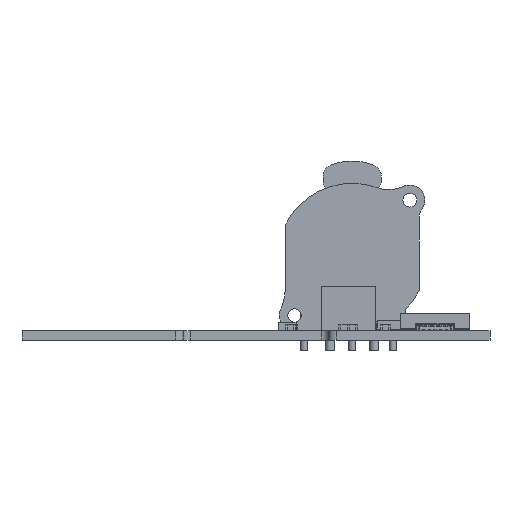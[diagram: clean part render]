
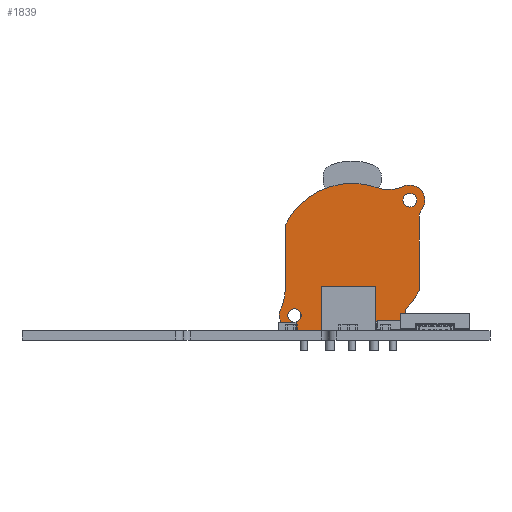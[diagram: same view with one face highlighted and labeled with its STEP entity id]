
A CAD part, front view. The second image highlights one B-rep face of the part: STEP entity #1839.
In plain terms, the highlighted face is planar.
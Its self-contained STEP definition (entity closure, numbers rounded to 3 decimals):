
#1795 = VERTEX_POINT('',#1796);
#1796 = CARTESIAN_POINT('',(11.075,9.9,19.5));
#1802 = EDGE_CURVE('',#1795,#1803,#1805,.T.);
#1803 = VERTEX_POINT('',#1804);
#1804 = CARTESIAN_POINT('',(8.725,9.9,19.5));
#1805 = CIRCLE('',#1806,1.175);
#1806 = AXIS2_PLACEMENT_3D('',#1807,#1808,#1809);
#1807 = CARTESIAN_POINT('',(9.9,9.9,19.5));
#1808 = DIRECTION('',(0.,0.,-1.));
#1809 = DIRECTION('',(1.,0.,0.));
#1827 = EDGE_CURVE('',#1803,#1795,#1828,.T.);
#1828 = CIRCLE('',#1829,1.175);
#1829 = AXIS2_PLACEMENT_3D('',#1830,#1831,#1832);
#1830 = CARTESIAN_POINT('',(9.9,9.9,19.5));
#1831 = DIRECTION('',(0.,0.,-1.));
#1832 = DIRECTION('',(-1.,0.,0.));
#1839 = ADVANCED_FACE('',(#1840,#1937,#1941),#1961,.T.);
#1840 = FACE_BOUND('',#1841,.F.);
#1841 = EDGE_LOOP('',(#1842,#1852,#1861,#1870,#1879,#1888,#1896,#1905,
    #1913,#1921,#1930));
#1842 = ORIENTED_EDGE('',*,*,#1843,.F.);
#1843 = EDGE_CURVE('',#1844,#1846,#1848,.T.);
#1844 = VERTEX_POINT('',#1845);
#1845 = CARTESIAN_POINT('',(-11.5,5.62,19.5));
#1846 = VERTEX_POINT('',#1847);
#1847 = CARTESIAN_POINT('',(-11.5,-5.406,19.5));
#1848 = LINE('',#1849,#1850);
#1849 = CARTESIAN_POINT('',(-11.5,5.62,19.5));
#1850 = VECTOR('',#1851,1.);
#1851 = DIRECTION('',(0.,-1.,0.));
#1852 = ORIENTED_EDGE('',*,*,#1853,.F.);
#1853 = EDGE_CURVE('',#1854,#1844,#1856,.T.);
#1854 = VERTEX_POINT('',#1855);
#1855 = CARTESIAN_POINT('',(4.292,12.059,19.5));
#1856 = CIRCLE('',#1857,12.8);
#1857 = AXIS2_PLACEMENT_3D('',#1858,#1859,#1860);
#1858 = CARTESIAN_POINT('',(0.,0.,19.5));
#1859 = DIRECTION('',(0.,0.,1.));
#1860 = DIRECTION('',(0.335,0.942,0.));
#1861 = ORIENTED_EDGE('',*,*,#1862,.F.);
#1862 = EDGE_CURVE('',#1863,#1854,#1865,.T.);
#1863 = VERTEX_POINT('',#1864);
#1864 = CARTESIAN_POINT('',(8.813,12.262,19.5));
#1865 = CIRCLE('',#1866,6.);
#1866 = AXIS2_PLACEMENT_3D('',#1867,#1868,#1869);
#1867 = CARTESIAN_POINT('',(6.303,17.712,19.5));
#1868 = DIRECTION('',(0.,0.,-1.));
#1869 = DIRECTION('',(0.418,-0.908,0.));
#1870 = ORIENTED_EDGE('',*,*,#1871,.F.);
#1871 = EDGE_CURVE('',#1872,#1863,#1874,.T.);
#1872 = VERTEX_POINT('',#1873);
#1873 = CARTESIAN_POINT('',(12.036,8.417,19.5));
#1874 = CIRCLE('',#1875,2.6);
#1875 = AXIS2_PLACEMENT_3D('',#1876,#1877,#1878);
#1876 = CARTESIAN_POINT('',(9.9,9.9,19.5));
#1877 = DIRECTION('',(0.,0.,1.));
#1878 = DIRECTION('',(0.821,-0.57,0.));
#1879 = ORIENTED_EDGE('',*,*,#1880,.F.);
#1880 = EDGE_CURVE('',#1881,#1872,#1883,.T.);
#1881 = VERTEX_POINT('',#1882);
#1882 = CARTESIAN_POINT('',(11.5,6.706,19.5));
#1883 = CIRCLE('',#1884,3.);
#1884 = AXIS2_PLACEMENT_3D('',#1885,#1886,#1887);
#1885 = CARTESIAN_POINT('',(14.5,6.706,19.5));
#1886 = DIRECTION('',(0.,0.,-1.));
#1887 = DIRECTION('',(-1.,0.,0.));
#1888 = ORIENTED_EDGE('',*,*,#1889,.F.);
#1889 = EDGE_CURVE('',#1890,#1881,#1892,.T.);
#1890 = VERTEX_POINT('',#1891);
#1891 = CARTESIAN_POINT('',(11.5,-5.62,19.5));
#1892 = LINE('',#1893,#1894);
#1893 = CARTESIAN_POINT('',(11.5,-5.62,19.5));
#1894 = VECTOR('',#1895,1.);
#1895 = DIRECTION('',(0.,1.,0.));
#1896 = ORIENTED_EDGE('',*,*,#1897,.F.);
#1897 = EDGE_CURVE('',#1898,#1890,#1900,.T.);
#1898 = VERTEX_POINT('',#1899);
#1899 = CARTESIAN_POINT('',(9.2,-8.899,19.5));
#1900 = CIRCLE('',#1901,12.8);
#1901 = AXIS2_PLACEMENT_3D('',#1902,#1903,#1904);
#1902 = CARTESIAN_POINT('',(0.,0.,19.5));
#1903 = DIRECTION('',(0.,0.,1.));
#1904 = DIRECTION('',(0.719,-0.695,0.));
#1905 = ORIENTED_EDGE('',*,*,#1906,.F.);
#1906 = EDGE_CURVE('',#1907,#1898,#1909,.T.);
#1907 = VERTEX_POINT('',#1908);
#1908 = CARTESIAN_POINT('',(9.2,-12.5,19.5));
#1909 = LINE('',#1910,#1911);
#1910 = CARTESIAN_POINT('',(9.2,-12.5,19.5));
#1911 = VECTOR('',#1912,1.);
#1912 = DIRECTION('',(0.,1.,0.));
#1913 = ORIENTED_EDGE('',*,*,#1914,.F.);
#1914 = EDGE_CURVE('',#1915,#1907,#1917,.T.);
#1915 = VERTEX_POINT('',#1916);
#1916 = CARTESIAN_POINT('',(-9.9,-12.5,19.5));
#1917 = LINE('',#1918,#1919);
#1918 = CARTESIAN_POINT('',(-9.9,-12.5,19.5));
#1919 = VECTOR('',#1920,1.);
#1920 = DIRECTION('',(1.,0.,0.));
#1921 = ORIENTED_EDGE('',*,*,#1922,.F.);
#1922 = EDGE_CURVE('',#1923,#1915,#1925,.T.);
#1923 = VERTEX_POINT('',#1924);
#1924 = CARTESIAN_POINT('',(-12.255,-8.798,19.5));
#1925 = CIRCLE('',#1926,2.6);
#1926 = AXIS2_PLACEMENT_3D('',#1927,#1928,#1929);
#1927 = CARTESIAN_POINT('',(-9.9,-9.9,19.5));
#1928 = DIRECTION('',(0.,0.,1.));
#1929 = DIRECTION('',(-0.906,0.424,0.));
#1930 = ORIENTED_EDGE('',*,*,#1931,.F.);
#1931 = EDGE_CURVE('',#1846,#1923,#1932,.T.);
#1932 = CIRCLE('',#1933,8.);
#1933 = AXIS2_PLACEMENT_3D('',#1934,#1935,#1936);
#1934 = CARTESIAN_POINT('',(-19.5,-5.406,19.5));
#1935 = DIRECTION('',(0.,0.,-1.));
#1936 = DIRECTION('',(1.,0.,0.));
#1937 = FACE_BOUND('',#1938,.F.);
#1938 = EDGE_LOOP('',(#1939,#1940));
#1939 = ORIENTED_EDGE('',*,*,#1802,.F.);
#1940 = ORIENTED_EDGE('',*,*,#1827,.F.);
#1941 = FACE_BOUND('',#1942,.F.);
#1942 = EDGE_LOOP('',(#1943,#1954));
#1943 = ORIENTED_EDGE('',*,*,#1944,.F.);
#1944 = EDGE_CURVE('',#1945,#1947,#1949,.T.);
#1945 = VERTEX_POINT('',#1946);
#1946 = CARTESIAN_POINT('',(-8.725,-9.9,19.5));
#1947 = VERTEX_POINT('',#1948);
#1948 = CARTESIAN_POINT('',(-11.075,-9.9,19.5));
#1949 = CIRCLE('',#1950,1.175);
#1950 = AXIS2_PLACEMENT_3D('',#1951,#1952,#1953);
#1951 = CARTESIAN_POINT('',(-9.9,-9.9,19.5));
#1952 = DIRECTION('',(0.,0.,-1.));
#1953 = DIRECTION('',(1.,0.,0.));
#1954 = ORIENTED_EDGE('',*,*,#1955,.F.);
#1955 = EDGE_CURVE('',#1947,#1945,#1956,.T.);
#1956 = CIRCLE('',#1957,1.175);
#1957 = AXIS2_PLACEMENT_3D('',#1958,#1959,#1960);
#1958 = CARTESIAN_POINT('',(-9.9,-9.9,19.5));
#1959 = DIRECTION('',(0.,0.,-1.));
#1960 = DIRECTION('',(-1.,0.,0.));
#1961 = PLANE('',#1962);
#1962 = AXIS2_PLACEMENT_3D('',#1963,#1964,#1965);
#1963 = CARTESIAN_POINT('',(0.,0.,19.5));
#1964 = DIRECTION('',(0.,0.,1.));
#1965 = DIRECTION('',(1.,0.,0.));
